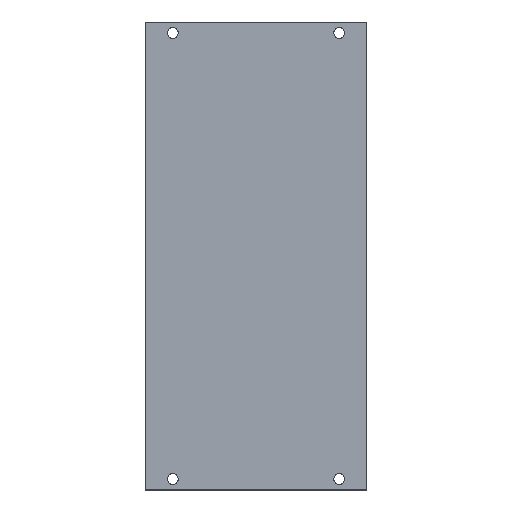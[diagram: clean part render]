
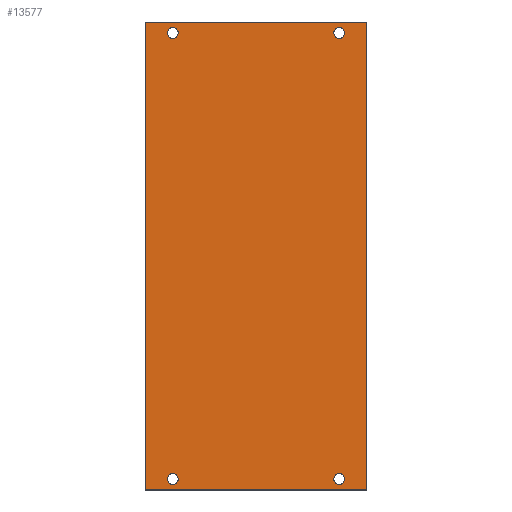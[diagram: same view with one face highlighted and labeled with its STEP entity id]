
A CAD part, top view. The second image highlights one B-rep face of the part: STEP entity #13577.
In plain terms, the highlighted planar face has unit normal (0, 0, 1).
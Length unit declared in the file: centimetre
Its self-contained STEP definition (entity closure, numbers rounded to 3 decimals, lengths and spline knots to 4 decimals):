
#13225=CARTESIAN_POINT('',(-3.036,-6.425,0.15));
#13226=VERTEX_POINT('',#13225);
#13233=CARTESIAN_POINT('',(-3.036,6.425,0.15));
#13234=VERTEX_POINT('',#13233);
#13235=CARTESIAN_POINT('',(-3.036,-12338.575,0.15));
#13236=DIRECTION('',(0.,1.,0.));
#13237=VECTOR('',#13236,24690.);
#13238=LINE('',#13235,#13237);
#13239=EDGE_CURVE('',#13226,#13234,#13238,.T.);
#13344=CARTESIAN_POINT('',(3.036,6.425,0.15));
#13345=VERTEX_POINT('',#13344);
#13346=CARTESIAN_POINT('',(-12341.964,6.425,0.15));
#13347=DIRECTION('',(1.,0.,-0.));
#13348=VECTOR('',#13347,24690.);
#13349=LINE('',#13346,#13348);
#13350=EDGE_CURVE('',#13234,#13345,#13349,.T.);
#13372=CARTESIAN_POINT('',(3.036,-6.425,0.15));
#13373=VERTEX_POINT('',#13372);
#13374=CARTESIAN_POINT('',(3.036,12338.575,0.15));
#13375=DIRECTION('',(0.,-1.,0.));
#13376=VECTOR('',#13375,24690.);
#13377=LINE('',#13374,#13376);
#13378=EDGE_CURVE('',#13345,#13373,#13377,.T.);
#13398=CARTESIAN_POINT('',(12341.964,-6.425,0.15));
#13399=DIRECTION('',(-1.,0.,-0.));
#13400=VECTOR('',#13399,24690.);
#13401=LINE('',#13398,#13400);
#13402=EDGE_CURVE('',#13373,#13226,#13401,.T.);
#13415=CARTESIAN_POINT('',(2.136,6.125,0.15));
#13416=VERTEX_POINT('',#13415);
#13423=CARTESIAN_POINT('',(2.436,6.125,0.15));
#13424=VERTEX_POINT('',#13423);
#13425=CARTESIAN_POINT('',(2.286,6.125,0.15));
#13426=DIRECTION('',(0.,0.,1.));
#13427=DIRECTION('',(1.,0.,-0.));
#13428=AXIS2_PLACEMENT_3D('',#13425,#13426,#13427);
#13429=CIRCLE('',#13428,0.15);
#13430=EDGE_CURVE('',#13416,#13424,#13429,.T.);
#13432=CARTESIAN_POINT('',(2.286,6.125,0.15));
#13433=DIRECTION('',(0.,0.,1.));
#13434=DIRECTION('',(1.,0.,-0.));
#13435=AXIS2_PLACEMENT_3D('',#13432,#13433,#13434);
#13436=CIRCLE('',#13435,0.15);
#13437=EDGE_CURVE('',#13424,#13416,#13436,.T.);
#13450=CARTESIAN_POINT('',(-2.436,6.125,0.15));
#13451=VERTEX_POINT('',#13450);
#13458=CARTESIAN_POINT('',(-2.136,6.125,0.15));
#13459=VERTEX_POINT('',#13458);
#13460=CARTESIAN_POINT('',(-2.286,6.125,0.15));
#13461=DIRECTION('',(0.,0.,1.));
#13462=DIRECTION('',(1.,0.,-0.));
#13463=AXIS2_PLACEMENT_3D('',#13460,#13461,#13462);
#13464=CIRCLE('',#13463,0.15);
#13465=EDGE_CURVE('',#13451,#13459,#13464,.T.);
#13467=CARTESIAN_POINT('',(-2.286,6.125,0.15));
#13468=DIRECTION('',(0.,0.,1.));
#13469=DIRECTION('',(1.,0.,-0.));
#13470=AXIS2_PLACEMENT_3D('',#13467,#13468,#13469);
#13471=CIRCLE('',#13470,0.15);
#13472=EDGE_CURVE('',#13459,#13451,#13471,.T.);
#13485=CARTESIAN_POINT('',(-2.436,-6.125,0.15));
#13486=VERTEX_POINT('',#13485);
#13493=CARTESIAN_POINT('',(-2.136,-6.125,0.15));
#13494=VERTEX_POINT('',#13493);
#13495=CARTESIAN_POINT('',(-2.286,-6.125,0.15));
#13496=DIRECTION('',(0.,0.,1.));
#13497=DIRECTION('',(1.,0.,-0.));
#13498=AXIS2_PLACEMENT_3D('',#13495,#13496,#13497);
#13499=CIRCLE('',#13498,0.15);
#13500=EDGE_CURVE('',#13486,#13494,#13499,.T.);
#13502=CARTESIAN_POINT('',(-2.286,-6.125,0.15));
#13503=DIRECTION('',(0.,0.,1.));
#13504=DIRECTION('',(1.,0.,-0.));
#13505=AXIS2_PLACEMENT_3D('',#13502,#13503,#13504);
#13506=CIRCLE('',#13505,0.15);
#13507=EDGE_CURVE('',#13494,#13486,#13506,.T.);
#13520=CARTESIAN_POINT('',(2.136,-6.125,0.15));
#13521=VERTEX_POINT('',#13520);
#13528=CARTESIAN_POINT('',(2.436,-6.125,0.15));
#13529=VERTEX_POINT('',#13528);
#13530=CARTESIAN_POINT('',(2.286,-6.125,0.15));
#13531=DIRECTION('',(0.,0.,1.));
#13532=DIRECTION('',(1.,0.,-0.));
#13533=AXIS2_PLACEMENT_3D('',#13530,#13531,#13532);
#13534=CIRCLE('',#13533,0.15);
#13535=EDGE_CURVE('',#13521,#13529,#13534,.T.);
#13537=CARTESIAN_POINT('',(2.286,-6.125,0.15));
#13538=DIRECTION('',(0.,0.,1.));
#13539=DIRECTION('',(1.,0.,-0.));
#13540=AXIS2_PLACEMENT_3D('',#13537,#13538,#13539);
#13541=CIRCLE('',#13540,0.15);
#13542=EDGE_CURVE('',#13529,#13521,#13541,.T.);
#13550=CARTESIAN_POINT('',(0.,0.,0.15));
#13551=DIRECTION('',(0.,0.,1.));
#13552=DIRECTION('',(1.,0.,0.));
#13553=AXIS2_PLACEMENT_3D('',#13550,#13551,#13552);
#13554=PLANE('',#13553);
#13555=ORIENTED_EDGE('',*,*,#13535,.F.);
#13556=ORIENTED_EDGE('',*,*,#13542,.F.);
#13557=EDGE_LOOP('',(#13555,#13556));
#13558=FACE_BOUND('',#13557,.T.);
#13559=ORIENTED_EDGE('',*,*,#13500,.F.);
#13560=ORIENTED_EDGE('',*,*,#13507,.F.);
#13561=EDGE_LOOP('',(#13559,#13560));
#13562=FACE_BOUND('',#13561,.T.);
#13563=ORIENTED_EDGE('',*,*,#13465,.F.);
#13564=ORIENTED_EDGE('',*,*,#13472,.F.);
#13565=EDGE_LOOP('',(#13563,#13564));
#13566=FACE_BOUND('',#13565,.T.);
#13567=ORIENTED_EDGE('',*,*,#13430,.F.);
#13568=ORIENTED_EDGE('',*,*,#13437,.F.);
#13569=EDGE_LOOP('',(#13567,#13568));
#13570=FACE_BOUND('',#13569,.T.);
#13571=ORIENTED_EDGE('',*,*,#13350,.F.);
#13572=ORIENTED_EDGE('',*,*,#13239,.F.);
#13573=ORIENTED_EDGE('',*,*,#13402,.F.);
#13574=ORIENTED_EDGE('',*,*,#13378,.F.);
#13575=EDGE_LOOP('',(#13571,#13572,#13573,#13574));
#13576=FACE_BOUND('',#13575,.T.);
#13577=ADVANCED_FACE('',(#13558,#13562,#13566,#13570,#13576),#13554,.T.);
